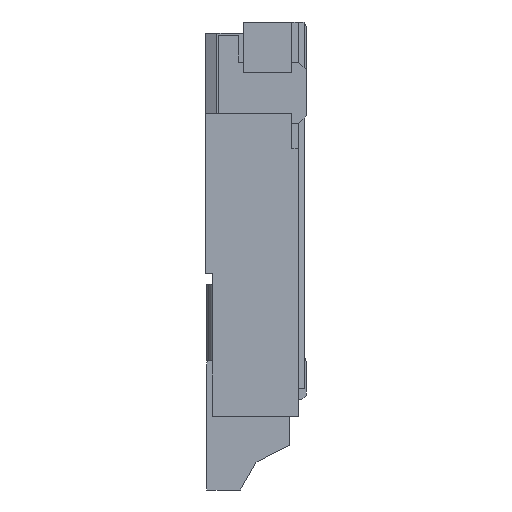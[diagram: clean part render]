
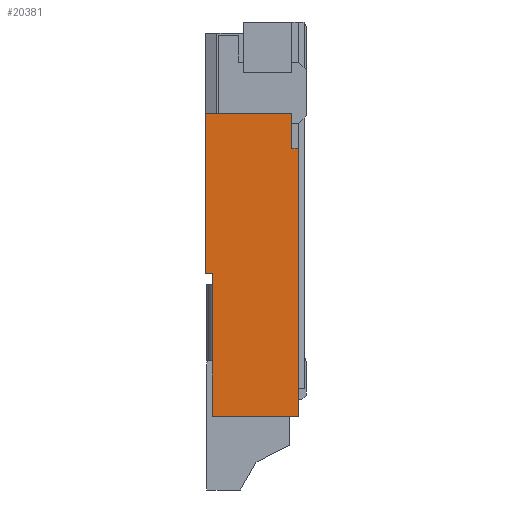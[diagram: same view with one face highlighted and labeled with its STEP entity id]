
A CAD part, left-side view. The second image highlights one B-rep face of the part: STEP entity #20381.
In plain terms, the highlighted planar face has unit normal (-1, 0, 0).
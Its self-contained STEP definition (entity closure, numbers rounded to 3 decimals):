
#941=DIRECTION('',(0.,1.,0.));
#942=VECTOR('',#941,0.77);
#943=CARTESIAN_POINT('',(-4.35,-0.33,0.95));
#944=LINE('',#943,#942);
#4169=DIRECTION('',(0.,0.,-1.));
#4170=VECTOR('',#4169,2.4);
#4171=CARTESIAN_POINT('',(-4.35,-0.39,0.635));
#4172=LINE('',#4171,#4170);
#4209=DIRECTION('',(0.,0.,-1.));
#4210=VECTOR('',#4209,0.315);
#4211=CARTESIAN_POINT('',(-4.35,-0.33,0.95));
#4212=LINE('',#4211,#4210);
#4213=DIRECTION('',(0.,-1.,0.));
#4214=VECTOR('',#4213,0.06);
#4215=CARTESIAN_POINT('',(-4.35,-0.33,0.635));
#4216=LINE('',#4215,#4214);
#4217=DIRECTION('',(0.,1.,0.));
#4218=VECTOR('',#4217,0.77);
#4219=CARTESIAN_POINT('',(-4.35,-0.39,-1.765));
#4220=LINE('',#4219,#4218);
#4221=DIRECTION('',(0.,0.,1.));
#4222=VECTOR('',#4221,1.28);
#4223=CARTESIAN_POINT('',(-4.35,0.38,-1.765));
#4224=LINE('',#4223,#4222);
#4225=DIRECTION('',(0.,-1.,0.));
#4226=VECTOR('',#4225,0.06);
#4227=CARTESIAN_POINT('',(-4.35,0.44,-0.485));
#4228=LINE('',#4227,#4226);
#4229=DIRECTION('',(0.,0.,1.));
#4230=VECTOR('',#4229,1.435);
#4231=CARTESIAN_POINT('',(-4.35,0.44,-0.485));
#4232=LINE('',#4231,#4230);
#12939=CARTESIAN_POINT('',(-4.35,0.38,-1.765));
#12940=CARTESIAN_POINT('',(-4.35,0.38,-0.485));
#12941=VERTEX_POINT('',#12939);
#12942=VERTEX_POINT('',#12940);
#12943=CARTESIAN_POINT('',(-4.35,0.44,-0.485));
#12944=VERTEX_POINT('',#12943);
#13221=CARTESIAN_POINT('',(-4.35,-0.39,0.635));
#13222=CARTESIAN_POINT('',(-4.35,-0.39,-1.765));
#13223=VERTEX_POINT('',#13221);
#13224=VERTEX_POINT('',#13222);
#13225=CARTESIAN_POINT('',(-4.35,-0.33,0.635));
#13227=VERTEX_POINT('',#13225);
#13269=CARTESIAN_POINT('',(-4.35,0.44,0.95));
#13270=VERTEX_POINT('',#13269);
#13305=CARTESIAN_POINT('',(-4.35,-0.33,0.95));
#13306=VERTEX_POINT('',#13305);
#20364=CARTESIAN_POINT('',(-4.35,0.44,-1.765));
#20365=DIRECTION('',(-1.,0.,0.));
#20366=DIRECTION('',(0.,-1.,0.));
#20367=AXIS2_PLACEMENT_3D('',#20364,#20365,#20366);
#20368=PLANE('',#20367);
#20369=ORIENTED_EDGE('',*,*,#17936,.F.);
#20371=ORIENTED_EDGE('',*,*,#20370,.T.);
#20373=ORIENTED_EDGE('',*,*,#20372,.T.);
#20374=ORIENTED_EDGE('',*,*,#20310,.T.);
#20375=ORIENTED_EDGE('',*,*,#17090,.T.);
#20376=ORIENTED_EDGE('',*,*,#18046,.T.);
#20377=ORIENTED_EDGE('',*,*,#17565,.F.);
#20378=ORIENTED_EDGE('',*,*,#17827,.T.);
#20379=EDGE_LOOP('',(#20369,#20371,#20373,#20374,#20375,#20376,#20377,#20378));
#20380=FACE_OUTER_BOUND('',#20379,.F.);
#20381=ADVANCED_FACE('',(#20380),#20368,.T.);
#17090=EDGE_CURVE('',#13224,#12941,#4220,.T.);
#17565=EDGE_CURVE('',#12944,#12942,#4228,.T.);
#17827=EDGE_CURVE('',#12944,#13270,#4232,.T.);
#17936=EDGE_CURVE('',#13306,#13270,#944,.T.);
#18046=EDGE_CURVE('',#12941,#12942,#4224,.T.);
#20310=EDGE_CURVE('',#13223,#13224,#4172,.T.);
#20370=EDGE_CURVE('',#13306,#13227,#4212,.T.);
#20372=EDGE_CURVE('',#13227,#13223,#4216,.T.);
